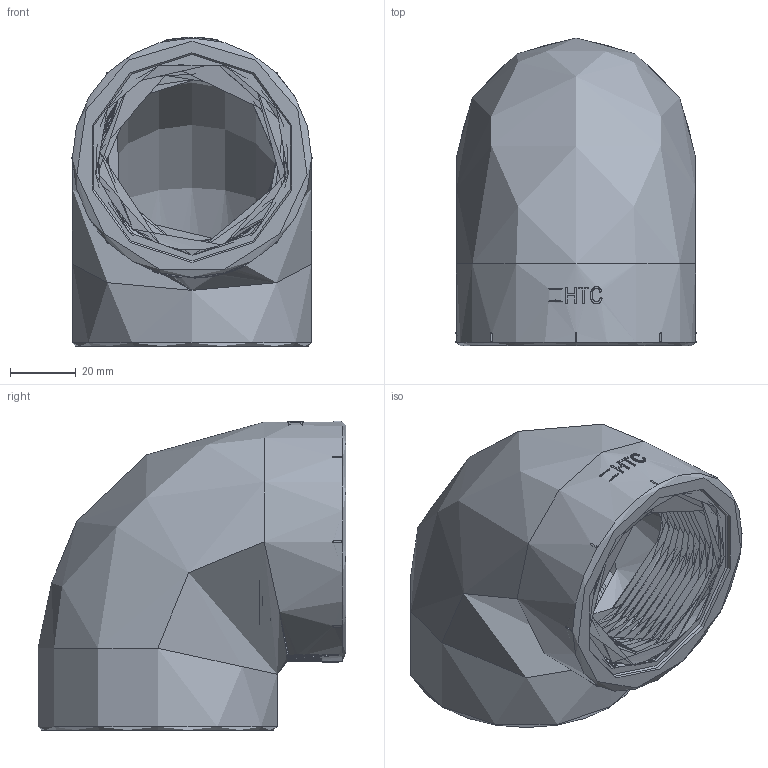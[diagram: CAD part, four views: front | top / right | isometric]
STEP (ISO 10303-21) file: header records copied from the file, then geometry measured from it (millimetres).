
FILE_DESCRIPTION(/* description */ (''),/* implementation_level */ '2;1');
FILE_NAME(/* name */ 'Z6B063063.stp',/* time_stamp */ '2025-02-10T09:19:18+08:00',/* author */ (''),/* organization */ (''),/* preprocessor_version */ 'ST-DEVELOPER v16',/* originating_system */ 'SIEMENS PLM Software NX 10.0',/* authorisation */ '');
FILE_SCHEMA (('AUTOMOTIVE_DESIGN { 1 0 10303 214 3 1 1 1 }'));
Products named in the file (1): gelv13106AE0fydw
Bounding box: 73.43 x 94 x 94.47 mm (x, y, z)
Volume: 167755.9 mm3; surface area: 51627.1 mm2
Topology: 1 solids, 1 shells, 1887 faces, 5462 edges, 3584 vertices
Faces by surface type: bspline 1582, cylinder 136, plane 133, sphere 32, torus 4
Full cylindrical faces by diameter (mm): 59.614 x22, 64 x2, 73 x2
Entity records: 109628 total; most frequent: CARTESIAN_POINT 64441, ORIENTED_EDGE 10680, DIRECTION 8898, EDGE_CURVE 5340, AXIS2_PLACEMENT_3D 3545, VERTEX_POINT 3537, ELLIPSE 3033, EDGE_LOOP 1927
